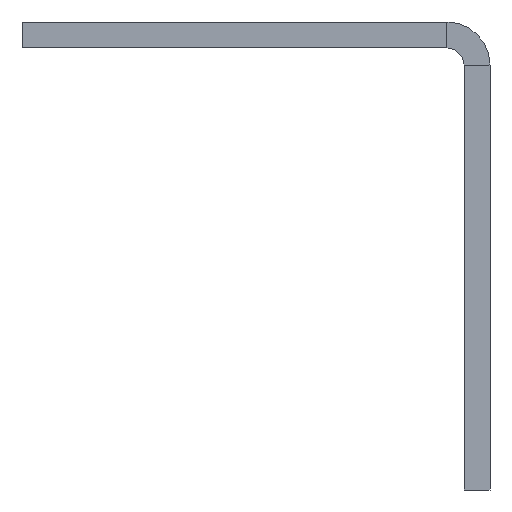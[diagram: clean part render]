
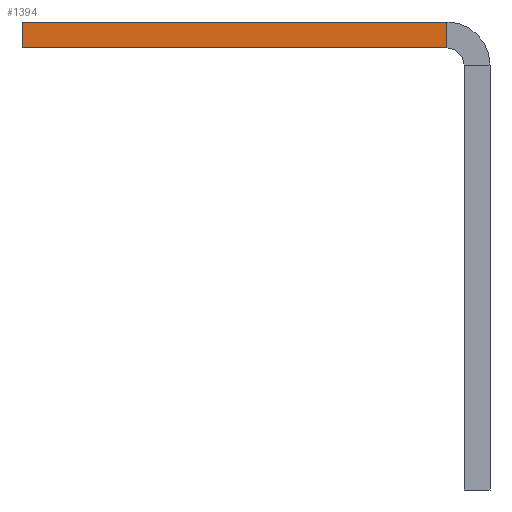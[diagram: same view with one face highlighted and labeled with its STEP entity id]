
A CAD part, front view. The second image highlights one B-rep face of the part: STEP entity #1394.
In plain terms, the highlighted planar face has unit normal (0, -1, 0).
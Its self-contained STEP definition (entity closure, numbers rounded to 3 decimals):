
#77 = EDGE_LOOP ( 'NONE', ( #3057, #1422, #2516, #2433 ) ) ;
#281 = PLANE ( 'NONE',  #877 ) ;
#321 = FACE_OUTER_BOUND ( 'NONE', #77, .T. ) ;
#800 = CARTESIAN_POINT ( 'NONE',  ( -56.558, 0., -3.677 ) ) ;
#877 = AXIS2_PLACEMENT_3D ( 'NONE', #4143, #1747, #4225 ) ;
#975 = VERTEX_POINT ( 'NONE', #6053 ) ;
#1090 = VERTEX_POINT ( 'NONE', #5555 ) ;
#1137 = DIRECTION ( 'NONE',  ( 0., 0., -1. ) ) ;
#1185 = CARTESIAN_POINT ( 'NONE',  ( -56.558, 0., -2.177 ) ) ;
#1394 = ADVANCED_FACE ( 'NONE', ( #321 ), #281, .T. ) ;
#1422 = ORIENTED_EDGE ( 'NONE', *, *, #3674, .T. ) ;
#1498 = VECTOR ( 'NONE', #1137, 1000. ) ;
#1726 = CARTESIAN_POINT ( 'NONE',  ( -56.558, 0., -2.177 ) ) ;
#1747 = DIRECTION ( 'NONE',  ( 0., -1., 0. ) ) ;
#1888 = VECTOR ( 'NONE', #3239, 1000. ) ;
#1949 = CARTESIAN_POINT ( 'NONE',  ( -56.558, 0., -2.177 ) ) ;
#1981 = VECTOR ( 'NONE', #7058, 1000. ) ;
#2049 = LINE ( 'NONE', #6351, #1981 ) ;
#2433 = ORIENTED_EDGE ( 'NONE', *, *, #6428, .T. ) ;
#2516 = ORIENTED_EDGE ( 'NONE', *, *, #5345, .F. ) ;
#2757 = VERTEX_POINT ( 'NONE', #1949 ) ;
#3057 = ORIENTED_EDGE ( 'NONE', *, *, #7838, .T. ) ;
#3239 = DIRECTION ( 'NONE',  ( 1., 0., 0. ) ) ;
#3513 = VERTEX_POINT ( 'NONE', #6782 ) ;
#3674 = EDGE_CURVE ( 'NONE', #1090, #3513, #2049, .T. ) ;
#4143 = CARTESIAN_POINT ( 'NONE',  ( -29.358, 0., -4.677 ) ) ;
#4225 = DIRECTION ( 'NONE',  ( 0., 0., -1. ) ) ;
#4245 = LINE ( 'NONE', #1726, #1498 ) ;
#5151 = LINE ( 'NONE', #800, #1888 ) ;
#5345 = EDGE_CURVE ( 'NONE', #2757, #3513, #6825, .T. ) ;
#5555 = CARTESIAN_POINT ( 'NONE',  ( -31.858, 0., -3.677 ) ) ;
#5570 = DIRECTION ( 'NONE',  ( 1., 0., 0. ) ) ;
#6053 = CARTESIAN_POINT ( 'NONE',  ( -56.558, 0., -3.677 ) ) ;
#6351 = CARTESIAN_POINT ( 'NONE',  ( -31.858, 0., -3.677 ) ) ;
#6428 = EDGE_CURVE ( 'NONE', #2757, #975, #4245, .T. ) ;
#6782 = CARTESIAN_POINT ( 'NONE',  ( -31.858, 0., -2.177 ) ) ;
#6825 = LINE ( 'NONE', #1185, #6856 ) ;
#6856 = VECTOR ( 'NONE', #5570, 1000. ) ;
#7058 = DIRECTION ( 'NONE',  ( 0., 0., 1. ) ) ;
#7838 = EDGE_CURVE ( 'NONE', #975, #1090, #5151, .T. ) ;
